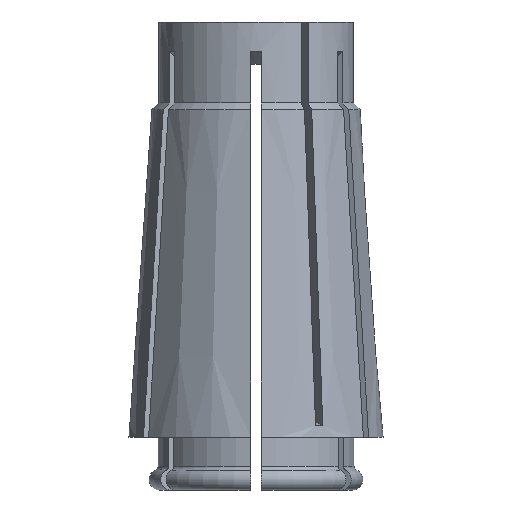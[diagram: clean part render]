
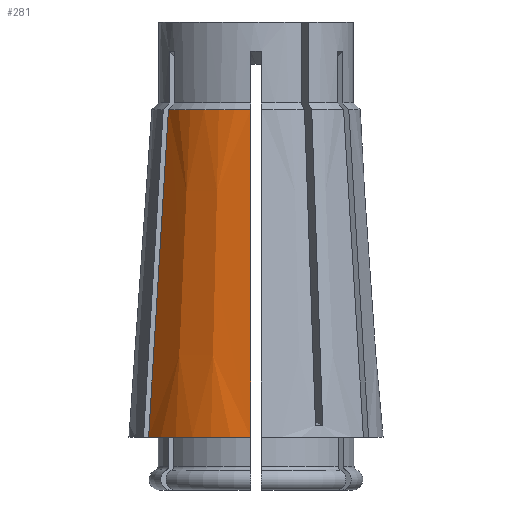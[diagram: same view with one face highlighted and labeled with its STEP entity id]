
A CAD part, front view. The second image highlights one B-rep face of the part: STEP entity #281.
In plain terms, the highlighted conical face has half-angle 4 degrees and reference radius 12.25 mm.
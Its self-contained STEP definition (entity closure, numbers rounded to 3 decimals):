
#32 = B_SPLINE_CURVE_WITH_KNOTS ( 'NONE', 3,
 ( #4003, #1245, #1936, #2276, #3642, #235, #2618, #572, #2962, #919 ),
 .UNSPECIFIED., .F., .F.,
 ( 4, 3, 3, 4 ),
 ( 0.018, 0.022, 0.045, 0.05 ),
 .UNSPECIFIED. ) ;
#74 = AXIS2_PLACEMENT_3D ( 'NONE', #3913, #2216, #174 ) ;
#159 = ORIENTED_EDGE ( 'NONE', *, *, #420, .F. ) ;
#174 = DIRECTION ( 'NONE',  ( -1., 0., 0. ) ) ;
#223 = CARTESIAN_POINT ( 'NONE',  ( -9.427, -6.02, -24.769 ) ) ;
#235 = CARTESIAN_POINT ( 'NONE',  ( -0.5, -10.91, -21.004 ) ) ;
#281 = ADVANCED_FACE ( 'NONE', ( #3253 ), #2224, .T. ) ;
#420 = EDGE_CURVE ( 'NONE', #2669, #1362, #1393, .T. ) ;
#447 = EDGE_CURVE ( 'NONE', #4001, #2752, #32, .T. ) ;
#474 = EDGE_CURVE ( 'NONE', #1362, #2752, #2828, .T. ) ;
#525 = ORIENTED_EDGE ( 'NONE', *, *, #474, .F. ) ;
#531 = CARTESIAN_POINT ( 'NONE',  ( -8.437, -5.449, -8.444 ) ) ;
#565 = CIRCLE ( 'NONE', #1525, 12.25 ) ;
#572 = CARTESIAN_POINT ( 'NONE',  ( -0.5, -10.27, -11.86 ) ) ;
#682 = CARTESIAN_POINT ( 'NONE',  ( 0., 0., -8.444 ) ) ;
#864 = ORIENTED_EDGE ( 'NONE', *, *, #2352, .T. ) ;
#878 = CARTESIAN_POINT ( 'NONE',  ( -9.889, -6.287, -32.384 ) ) ;
#919 = CARTESIAN_POINT ( 'NONE',  ( -0.5, -10.031, -8.444 ) ) ;
#1086 = CARTESIAN_POINT ( 'NONE',  ( -0.5, -12.24, -40. ) ) ;
#1191 = DIRECTION ( 'NONE',  ( 1., 0., 0. ) ) ;
#1240 = DIRECTION ( 'NONE',  ( 0., 0., 1. ) ) ;
#1245 = CARTESIAN_POINT ( 'NONE',  ( -0.5, -12.144, -38.626 ) ) ;
#1298 = CARTESIAN_POINT ( 'NONE',  ( 0., 0., -40. ) ) ;
#1347 = DIRECTION ( 'NONE',  ( 0., 0., 1. ) ) ;
#1362 = VERTEX_POINT ( 'NONE', #3136 ) ;
#1393 = B_SPLINE_CURVE_WITH_KNOTS ( 'NONE', 3,
 ( #2930, #878, #223, #2258, #2604, #2155, #531 ),
 .UNSPECIFIED., .F., .F.,
 ( 4, 3, 4 ),
 ( 0., 0.023, 0.032 ),
 .UNSPECIFIED. ) ;
#1509 = CARTESIAN_POINT ( 'NONE',  ( -10.35, -6.553, -40. ) ) ;
#1525 = AXIS2_PLACEMENT_3D ( 'NONE', #1298, #1240, #1191 ) ;
#1655 = ORIENTED_EDGE ( 'NONE', *, *, #447, .T. ) ;
#1936 = CARTESIAN_POINT ( 'NONE',  ( -0.5, -12.048, -37.251 ) ) ;
#2155 = CARTESIAN_POINT ( 'NONE',  ( -8.613, -5.55, -11.347 ) ) ;
#2216 = DIRECTION ( 'NONE',  ( 0., 0., -1. ) ) ;
#2224 = CONICAL_SURFACE ( 'NONE', #74, 12.25, 0.07 ) ;
#2258 = CARTESIAN_POINT ( 'NONE',  ( -8.965, -5.753, -17.153 ) ) ;
#2276 = CARTESIAN_POINT ( 'NONE',  ( -0.5, -11.951, -35.877 ) ) ;
#2352 = EDGE_CURVE ( 'NONE', #2669, #4001, #565, .T. ) ;
#2383 = DIRECTION ( 'NONE',  ( 1., 0., 0. ) ) ;
#2604 = CARTESIAN_POINT ( 'NONE',  ( -8.789, -5.652, -14.25 ) ) ;
#2618 = CARTESIAN_POINT ( 'NONE',  ( -0.5, -10.39, -13.568 ) ) ;
#2669 = VERTEX_POINT ( 'NONE', #1509 ) ;
#2752 = VERTEX_POINT ( 'NONE', #3927 ) ;
#2828 = CIRCLE ( 'NONE', #3023, 10.044 ) ;
#2866 = EDGE_LOOP ( 'NONE', ( #159, #864, #1655, #525 ) ) ;
#2930 = CARTESIAN_POINT ( 'NONE',  ( -10.35, -6.553, -40. ) ) ;
#2962 = CARTESIAN_POINT ( 'NONE',  ( -0.5, -10.151, -10.152 ) ) ;
#3023 = AXIS2_PLACEMENT_3D ( 'NONE', #682, #1347, #2383 ) ;
#3136 = CARTESIAN_POINT ( 'NONE',  ( -8.437, -5.449, -8.444 ) ) ;
#3253 = FACE_OUTER_BOUND ( 'NONE', #2866, .T. ) ;
#3642 = CARTESIAN_POINT ( 'NONE',  ( -0.5, -11.431, -28.441 ) ) ;
#3913 = CARTESIAN_POINT ( 'NONE',  ( 0., 0., -40. ) ) ;
#3927 = CARTESIAN_POINT ( 'NONE',  ( -0.5, -10.031, -8.444 ) ) ;
#4001 = VERTEX_POINT ( 'NONE', #1086 ) ;
#4003 = CARTESIAN_POINT ( 'NONE',  ( -0.5, -12.24, -40. ) ) ;
